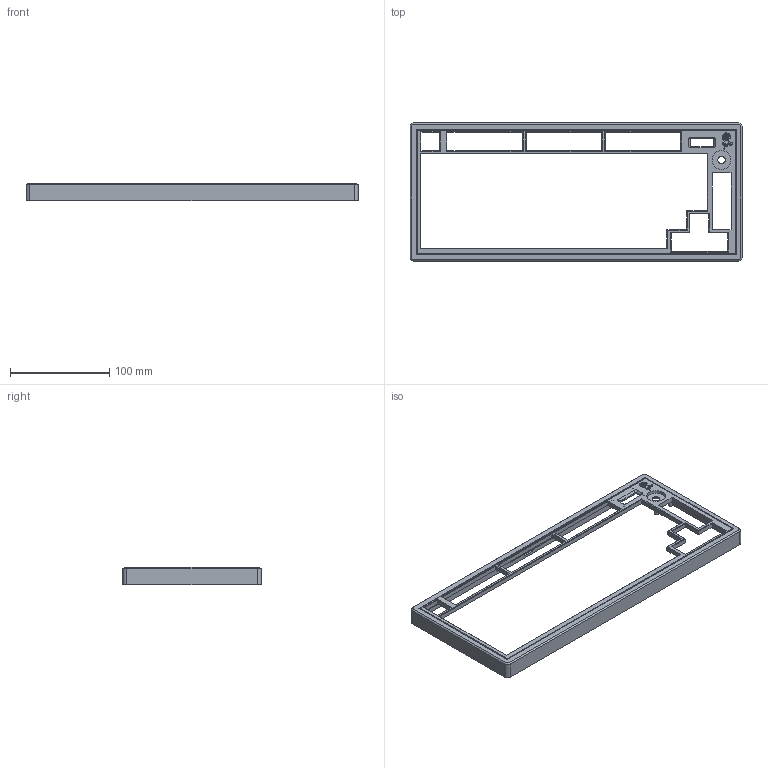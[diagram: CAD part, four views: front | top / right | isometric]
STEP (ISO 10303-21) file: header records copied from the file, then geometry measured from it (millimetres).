
FILE_DESCRIPTION(/* description */ (''),/* implementation_level */ '2;1');
FILE_NAME(/* name */ 'contempt75_Top case v1.step',/* time_stamp */ '2022-03-23T22:00:09+08:00',/* author */ (''),/* organization */ (''),/* preprocessor_version */ 'ST-DEVELOPER v18.1',/* originating_system */ 'Autodesk Translation Framework v10.13.0.1454',/* authorisation */ '');
FILE_SCHEMA (('AUTOMOTIVE_DESIGN { 1 0 10303 214 3 1 1 }'));
Length unit declared in the file: millimetre
Products named in the file (1): contempt75_Top case
Bounding box: 334.27 x 139.28 x 17.53 mm (x, y, z)
Volume: 92957.9 mm3; surface area: 64229.3 mm2
Topology: 1 solids, 1 shells, 480 faces, 1241 edges, 806 vertices
Faces by surface type: bspline 214, plane 210, cylinder 48, cone 8
Full cylindrical faces by diameter (mm): 1.6 x15, 4 x3, 7.5 x1, 19 x1
Entity records: 15059 total; most frequent: CARTESIAN_POINT 5310, ORIENTED_EDGE 2482, DIRECTION 1451, EDGE_CURVE 1241, VERTEX_POINT 806, LINE 709, VECTOR 709, EDGE_LOOP 543
